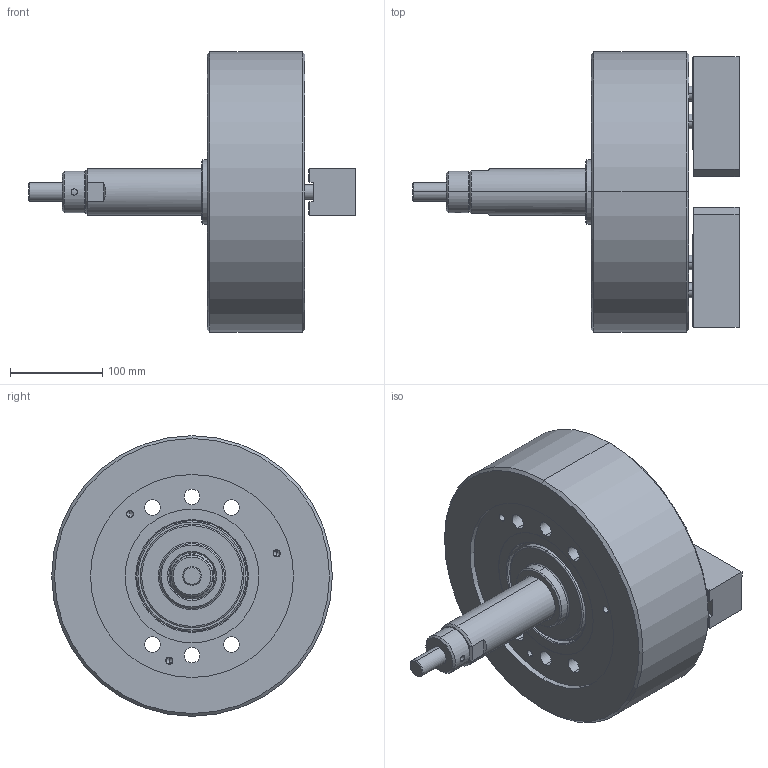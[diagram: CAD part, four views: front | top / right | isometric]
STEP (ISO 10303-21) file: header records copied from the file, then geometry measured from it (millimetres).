
FILE_DESCRIPTION (( 'STEP AP203' ), '1' );
FILE_NAME ('CF-2P-12.STEP', '2020-01-02T08:40:00', ( 'temp' ), ( '' ), 'SwSTEP 2.0', 'SolidWorks 2016', '' );
FILE_SCHEMA (( 'CONFIG_CONTROL_DESIGN' ));
Length unit declared in the file: metre
Products named in the file (11): CF-2P-12-08000; 3P-10-06010; CF-2P-12-04000; CF-2P-12; 半圓頭六角孔螺栓_M5x12; SJ-12H; M16x40; CF-2P-12-0100G; CF-2P-12-05000; CF-2P-12-02000; CF-2P-12-06000
Assembly tree (17 placements, depth 2):
  CF-2P-12
    CF-2P-12-0100G
    CF-2P-12-02000
    CF-2P-12-08000
    CF-2P-12-04000
    半圓頭六角孔螺栓_M5x12  x4
    SJ-12H  x2
    M16x40  x4
    CF-2P-12-05000
    CF-2P-12-06000
    3P-10-06010
Bounding box: 353.2 x 304 x 304 mm (x, y, z)
Volume: 7660750 mm3; surface area: 559754.5 mm2
Topology: 17 solids, 17 shells, 1660 faces, 4597 edges, 2985 vertices
Faces by surface type: plane 1028, cylinder 459, cone 153, torus 20
Entity records: 31097 total; most frequent: CARTESIAN_POINT 6352, ORIENTED_EDGE 5110, DIRECTION 4634, EDGE_CURVE 2555, LINE 1720, VECTOR 1720, VERTEX_POINT 1671, AXIS2_PLACEMENT_3D 1457
